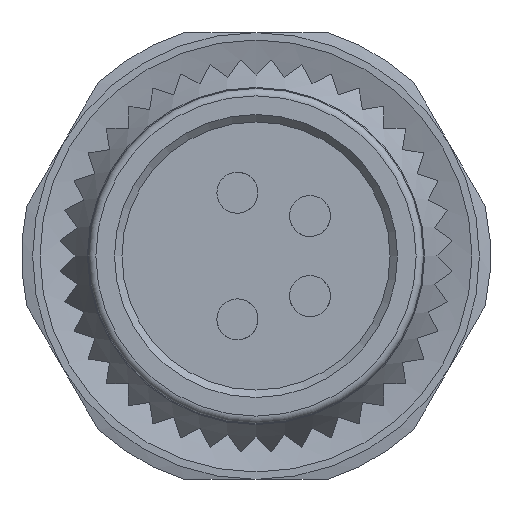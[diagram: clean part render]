
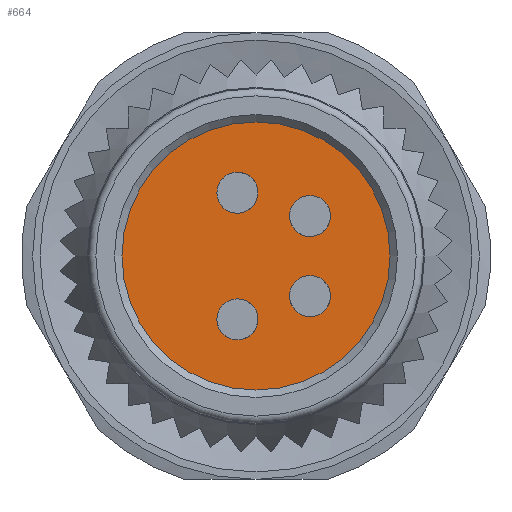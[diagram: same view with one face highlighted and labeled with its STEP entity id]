
A CAD part, left-side view. The second image highlights one B-rep face of the part: STEP entity #664.
In plain terms, the highlighted planar face has unit normal (-1, 0, 0).
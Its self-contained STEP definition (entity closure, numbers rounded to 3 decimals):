
#276=FACE_BOUND('',#1204,.T.);
#277=FACE_BOUND('',#1205,.T.);
#278=FACE_BOUND('',#1206,.T.);
#279=FACE_BOUND('',#1207,.T.);
#280=FACE_BOUND('',#1208,.T.);
#422=CIRCLE('',#3896,3.6);
#448=CIRCLE('',#4037,0.55);
#449=CIRCLE('',#4038,0.55);
#450=CIRCLE('',#4039,0.55);
#451=CIRCLE('',#4040,0.55);
#664=ADVANCED_FACE('',(#276,#277,#278,#279,#280),#776,.T.);
#776=PLANE('',#4041);
#1204=EDGE_LOOP('',(#2548));
#1205=EDGE_LOOP('',(#2549));
#1206=EDGE_LOOP('',(#2550));
#1207=EDGE_LOOP('',(#2551));
#1208=EDGE_LOOP('',(#2552));
#2548=ORIENTED_EDGE('',*,*,#3444,.F.);
#2549=ORIENTED_EDGE('',*,*,#3445,.F.);
#2550=ORIENTED_EDGE('',*,*,#3446,.F.);
#2551=ORIENTED_EDGE('',*,*,#3447,.F.);
#2552=ORIENTED_EDGE('',*,*,#3292,.T.);
#2850=VERTEX_POINT('',#6171);
#2913=VERTEX_POINT('',#6801);
#2914=VERTEX_POINT('',#6803);
#2915=VERTEX_POINT('',#6805);
#2916=VERTEX_POINT('',#6807);
#3292=EDGE_CURVE('',#2850,#2850,#422,.T.);
#3444=EDGE_CURVE('',#2913,#2913,#448,.T.);
#3445=EDGE_CURVE('',#2914,#2914,#449,.T.);
#3446=EDGE_CURVE('',#2915,#2915,#450,.T.);
#3447=EDGE_CURVE('',#2916,#2916,#451,.T.);
#3896=AXIS2_PLACEMENT_3D('',#6170,#4599,#4600);
#4037=AXIS2_PLACEMENT_3D('',#6800,#4923,#4924);
#4038=AXIS2_PLACEMENT_3D('',#6802,#4925,#4926);
#4039=AXIS2_PLACEMENT_3D('',#6804,#4927,#4928);
#4040=AXIS2_PLACEMENT_3D('',#6806,#4929,#4930);
#4041=AXIS2_PLACEMENT_3D('',#6808,#4931,#4932);
#4599=DIRECTION('',(-1.,0.,0.));
#4600=DIRECTION('',(0.,0.,1.));
#4923=DIRECTION('',(-1.,0.,0.));
#4924=DIRECTION('',(0.,0.,1.));
#4925=DIRECTION('',(-1.,0.,0.));
#4926=DIRECTION('',(0.,0.,1.));
#4927=DIRECTION('',(-1.,0.,0.));
#4928=DIRECTION('',(0.,0.,1.));
#4929=DIRECTION('',(-1.,0.,0.));
#4930=DIRECTION('',(0.,0.,1.));
#4931=DIRECTION('',(-1.,0.,0.));
#4932=DIRECTION('',(0.,0.,1.));
#6170=CARTESIAN_POINT('',(0.2,0.,0.));
#6171=CARTESIAN_POINT('',(0.2,0.,3.6));
#6800=CARTESIAN_POINT('',(0.2,-1.45,-1.075));
#6801=CARTESIAN_POINT('',(0.2,-1.45,-0.525));
#6802=CARTESIAN_POINT('',(0.2,0.5,1.7));
#6803=CARTESIAN_POINT('',(0.2,0.5,2.25));
#6804=CARTESIAN_POINT('',(0.2,0.5,-1.7));
#6805=CARTESIAN_POINT('',(0.2,0.5,-1.15));
#6806=CARTESIAN_POINT('',(0.2,-1.45,1.075));
#6807=CARTESIAN_POINT('',(0.2,-1.45,1.625));
#6808=CARTESIAN_POINT('',(0.2,0.,0.));
